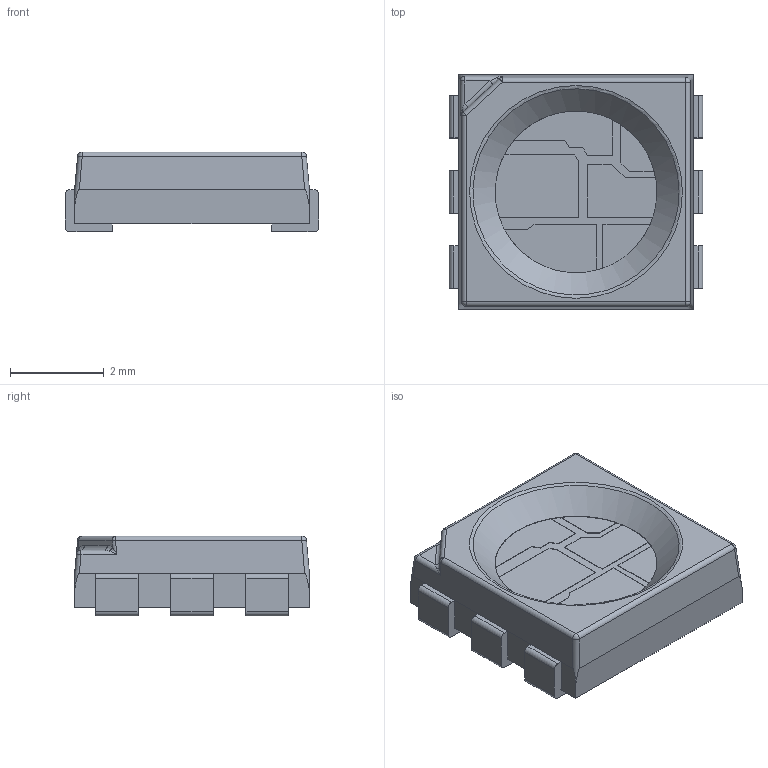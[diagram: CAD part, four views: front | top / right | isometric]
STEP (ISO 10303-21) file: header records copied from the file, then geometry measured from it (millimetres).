
FILE_DESCRIPTION(/* description */ (''),/* implementation_level */ '2;1');
FILE_NAME(/* name */ '1.stp',/* time_stamp */ '2019-10-27T20:32:15+02:00',/* author */ ('k'),/* organization */ (''),/* preprocessor_version */ 'ST-DEVELOPER v15.6',/* originating_system */ 'Autodesk Inventor 2015',/* authorisation */ '');
FILE_SCHEMA (('AUTOMOTIVE_DESIGN { 1 0 10303 214 3 1 1 }'));
Length unit declared in the file: millimetre
Products named in the file (4): 1; 2; 3
Bounding box: 5.4 x 5 x 1.7 mm (x, y, z)
Volume: 32.8 mm3; surface area: 121.1 mm2
Topology: 13 solids, 13 shells, 156 faces, 352 edges, 225 vertices
Faces by surface type: plane 109, cylinder 34, sphere 6, bspline 4, cone 2, torus 1
Full cylindrical faces by diameter (mm): 0.88 x1, 3.45 x1
Entity records: 4416 total; most frequent: CARTESIAN_POINT 807, DIRECTION 744, ORIENTED_EDGE 688, EDGE_CURVE 344, LINE 262, VECTOR 262, AXIS2_PLACEMENT_3D 241, VERTEX_POINT 224
